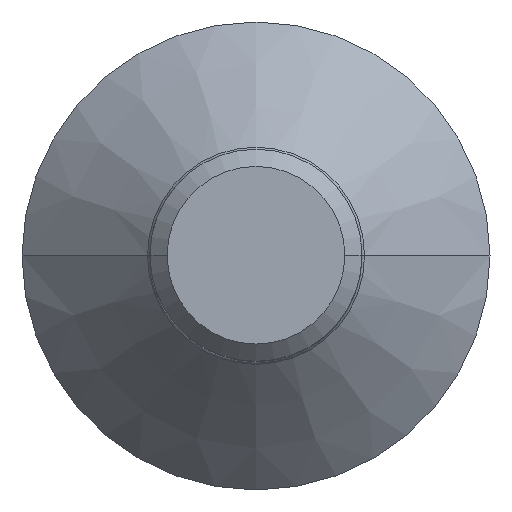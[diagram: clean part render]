
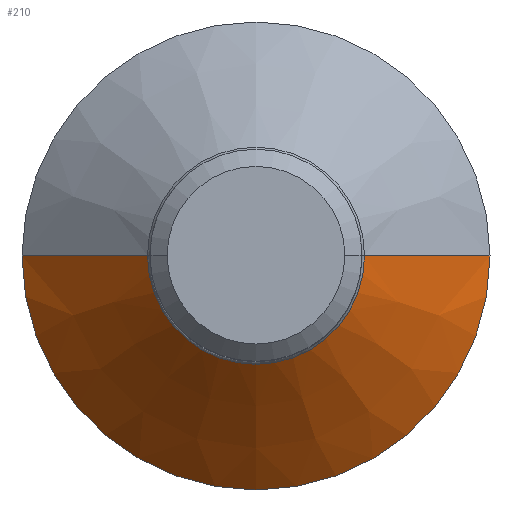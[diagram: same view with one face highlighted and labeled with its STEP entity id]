
A CAD part, top view. The second image highlights one B-rep face of the part: STEP entity #210.
In plain terms, the highlighted conical face has half-angle 45 degrees and reference radius 11.034 mm.
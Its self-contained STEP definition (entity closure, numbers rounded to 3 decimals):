
#39 = ORIENTED_EDGE ( 'NONE', *, *, #641, .F. ) ;
#43 = EDGE_CURVE ( 'NONE', #501, #215, #663, .T. ) ;
#88 = CARTESIAN_POINT ( 'NONE',  ( 11.034, 0., 0. ) ) ;
#111 = CARTESIAN_POINT ( 'NONE',  ( 0., 0., 0. ) ) ;
#121 = AXIS2_PLACEMENT_3D ( 'NONE', #111, #836, #779 ) ;
#160 = EDGE_LOOP ( 'NONE', ( #39, #508, #762, #645 ) ) ;
#175 = DIRECTION ( 'NONE',  ( 0.707, 0., -0.707 ) ) ;
#194 = CARTESIAN_POINT ( 'NONE',  ( 0., 0., 5.917 ) ) ;
#208 = CARTESIAN_POINT ( 'NONE',  ( 0., 0., 0. ) ) ;
#210 = ADVANCED_FACE ( 'NONE', ( #382 ), #530, .T. ) ;
#215 = VERTEX_POINT ( 'NONE', #406 ) ;
#234 = CARTESIAN_POINT ( 'NONE',  ( 11.034, 0., 0. ) ) ;
#316 = DIRECTION ( 'NONE',  ( 0., 1., 0. ) ) ;
#357 = CARTESIAN_POINT ( 'NONE',  ( -11.034, 0., 0. ) ) ;
#382 = FACE_OUTER_BOUND ( 'NONE', #160, .T. ) ;
#406 = CARTESIAN_POINT ( 'NONE',  ( -5.117, 0., 5.917 ) ) ;
#435 = VECTOR ( 'NONE', #175, 1000. ) ;
#445 = CARTESIAN_POINT ( 'NONE',  ( -11.034, 0., 0. ) ) ;
#457 = VERTEX_POINT ( 'NONE', #357 ) ;
#501 = VERTEX_POINT ( 'NONE', #548 ) ;
#508 = ORIENTED_EDGE ( 'NONE', *, *, #43, .T. ) ;
#526 = DIRECTION ( 'NONE',  ( 0., 0., -1. ) ) ;
#530 = CONICAL_SURFACE ( 'NONE', #754, 11.034, 0.785 ) ;
#541 = DIRECTION ( 'NONE',  ( -1., 0., 0. ) ) ;
#548 = CARTESIAN_POINT ( 'NONE',  ( 5.117, 0., 5.917 ) ) ;
#573 = VERTEX_POINT ( 'NONE', #88 ) ;
#594 = AXIS2_PLACEMENT_3D ( 'NONE', #194, #526, #316 ) ;
#641 = EDGE_CURVE ( 'NONE', #501, #573, #652, .T. ) ;
#645 = ORIENTED_EDGE ( 'NONE', *, *, #782, .F. ) ;
#652 = LINE ( 'NONE', #234, #435 ) ;
#663 = CIRCLE ( 'NONE', #594, 5.117 ) ;
#736 = EDGE_CURVE ( 'NONE', #215, #457, #801, .T. ) ;
#741 = DIRECTION ( 'NONE',  ( 0., 0., -1. ) ) ;
#754 = AXIS2_PLACEMENT_3D ( 'NONE', #208, #741, #541 ) ;
#759 = VECTOR ( 'NONE', #843, 1000. ) ;
#762 = ORIENTED_EDGE ( 'NONE', *, *, #736, .T. ) ;
#779 = DIRECTION ( 'NONE',  ( -1., 0., 0. ) ) ;
#782 = EDGE_CURVE ( 'NONE', #573, #457, #813, .T. ) ;
#801 = LINE ( 'NONE', #445, #759 ) ;
#813 = CIRCLE ( 'NONE', #121, 11.034 ) ;
#836 = DIRECTION ( 'NONE',  ( 0., 0., -1. ) ) ;
#843 = DIRECTION ( 'NONE',  ( -0.707, 0., -0.707 ) ) ;
